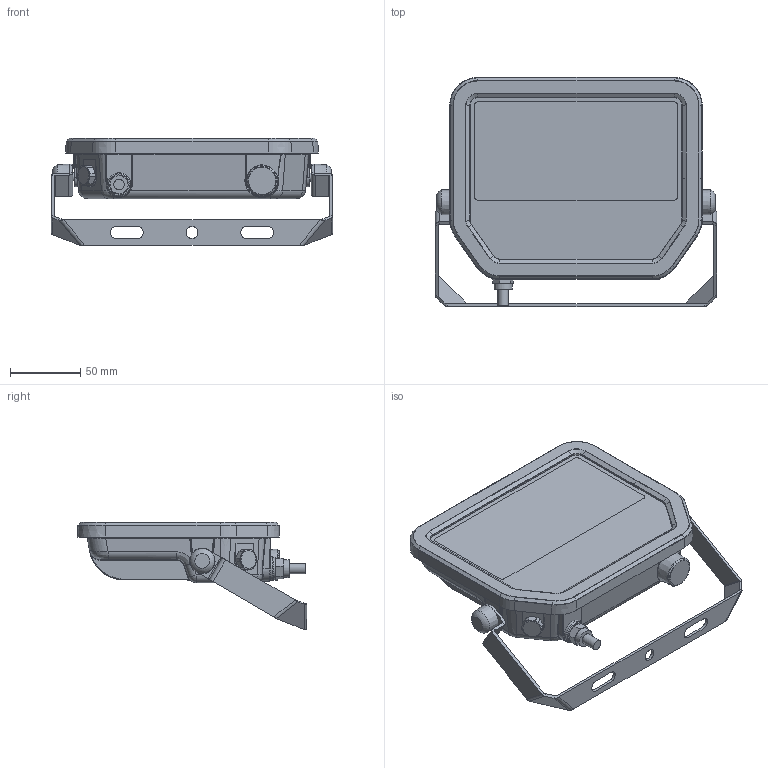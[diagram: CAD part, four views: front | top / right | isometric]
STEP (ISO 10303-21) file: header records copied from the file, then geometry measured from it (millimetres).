
FILE_DESCRIPTION (( 'STEP AP214' ), '1' );
FILE_NAME ('FL_AREA_G2_32W.STEP', '2025-06-11T07:55:07', ( '' ), ( '' ), 'SwSTEP 2.0', 'SolidWorks 2024', '' );
FILE_SCHEMA (( 'AUTOMOTIVE_DESIGN' ));
Length unit declared in the file: millimetre
Products named in the file (1): FL_AREA_G2_32W
Bounding box: 200.6 x 163.31 x 76.51 mm (x, y, z)
Volume: 240868.7 mm3; surface area: 195357.7 mm2
Topology: 10 solids, 10 shells, 1047 faces, 2452 edges, 1363 vertices
Faces by surface type: plane 307, cylinder 304, bspline 284, cone 77, torus 55, sphere 20
Full cylindrical faces by diameter (mm): 6 x2, 6.5 x2, 7.4 x1, 12.8 x1, 15.3 x1, 16.8 x1
Entity records: 41549 total; most frequent: CARTESIAN_POINT 20286, ORIENTED_EDGE 4708, DIRECTION 4002, EDGE_CURVE 2354, AXIS2_PLACEMENT_3D 1516, VERTEX_POINT 1355, EDGE_LOOP 1089, FACE_OUTER_BOUND 1059
